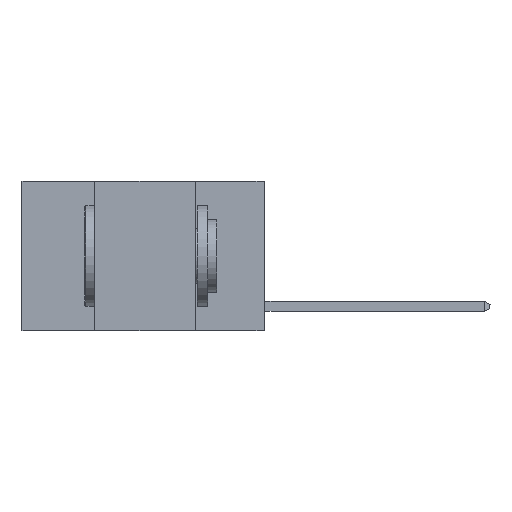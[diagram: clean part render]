
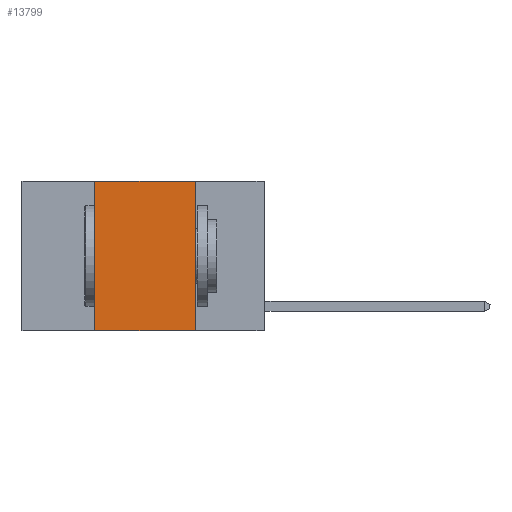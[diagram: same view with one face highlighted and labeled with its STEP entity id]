
A CAD part, left-side view. The second image highlights one B-rep face of the part: STEP entity #13799.
In plain terms, the highlighted planar face has unit normal (-1, 0, 0).
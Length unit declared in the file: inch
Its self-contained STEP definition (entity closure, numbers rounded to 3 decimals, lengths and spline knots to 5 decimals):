
#13 = ORIENTED_EDGE ( 'NONE', *, *, #7389, .F. ) ;
#315 = CARTESIAN_POINT ( 'NONE',  ( 0., 0.17, 0. ) ) ;
#762 = DIRECTION ( 'NONE',  ( 0., 0., -1. ) ) ;
#1169 = ORIENTED_EDGE ( 'NONE', *, *, #24307, .F. ) ;
#1642 = AXIS2_PLACEMENT_3D ( 'NONE', #7864, #14953, #762 ) ;
#2672 = EDGE_CURVE ( 'NONE', #12888, #13778, #17667, .T. ) ;
#4129 = LINE ( 'NONE', #15223, #27861 ) ;
#4451 = VECTOR ( 'NONE', #29207, 39.37008 ) ;
#5872 = DIRECTION ( 'NONE',  ( 0., 0., 1. ) ) ;
#6020 = ORIENTED_EDGE ( 'NONE', *, *, #27543, .F. ) ;
#7389 = EDGE_CURVE ( 'NONE', #18258, #11656, #4129, .T. ) ;
#7864 = CARTESIAN_POINT ( 'NONE',  ( 0., 0.6, 0. ) ) ;
#9754 = ORIENTED_EDGE ( 'NONE', *, *, #2672, .T. ) ;
#10266 = CARTESIAN_POINT ( 'NONE',  ( 0., 0.17, 0. ) ) ;
#11069 = LINE ( 'NONE', #27191, #16548 ) ;
#11656 = VERTEX_POINT ( 'NONE', #315 ) ;
#12519 = PLANE ( 'NONE',  #1642 ) ;
#12888 = VERTEX_POINT ( 'NONE', #23878 ) ;
#13778 = VERTEX_POINT ( 'NONE', #17211 ) ;
#13799 = ADVANCED_FACE ( 'NONE', ( #28230 ), #12519, .F. ) ;
#13833 = CARTESIAN_POINT ( 'NONE',  ( 0., 0.42, 0. ) ) ;
#14953 = DIRECTION ( 'NONE',  ( 1., 0., 0. ) ) ;
#15223 = CARTESIAN_POINT ( 'NONE',  ( 0., 0.6, 0. ) ) ;
#16471 = EDGE_LOOP ( 'NONE', ( #6020, #13, #1169, #9754 ) ) ;
#16548 = VECTOR ( 'NONE', #5872, 39.37008 ) ;
#16931 = VECTOR ( 'NONE', #23380, 39.37008 ) ;
#17211 = CARTESIAN_POINT ( 'NONE',  ( 0., 0.17, -0.37 ) ) ;
#17667 = LINE ( 'NONE', #25796, #16931 ) ;
#18258 = VERTEX_POINT ( 'NONE', #13833 ) ;
#23380 = DIRECTION ( 'NONE',  ( 0., -1., 0. ) ) ;
#23878 = CARTESIAN_POINT ( 'NONE',  ( 0., 0.42, -0.37 ) ) ;
#24307 = EDGE_CURVE ( 'NONE', #12888, #18258, #11069, .T. ) ;
#25796 = CARTESIAN_POINT ( 'NONE',  ( 0., 0.6, -0.37 ) ) ;
#27191 = CARTESIAN_POINT ( 'NONE',  ( 0., 0.42, 0. ) ) ;
#27543 = EDGE_CURVE ( 'NONE', #11656, #13778, #29652, .T. ) ;
#27861 = VECTOR ( 'NONE', #29455, 39.37008 ) ;
#28230 = FACE_OUTER_BOUND ( 'NONE', #16471, .T. ) ;
#29207 = DIRECTION ( 'NONE',  ( 0., 0., -1. ) ) ;
#29455 = DIRECTION ( 'NONE',  ( 0., -1., 0. ) ) ;
#29652 = LINE ( 'NONE', #10266, #4451 ) ;
